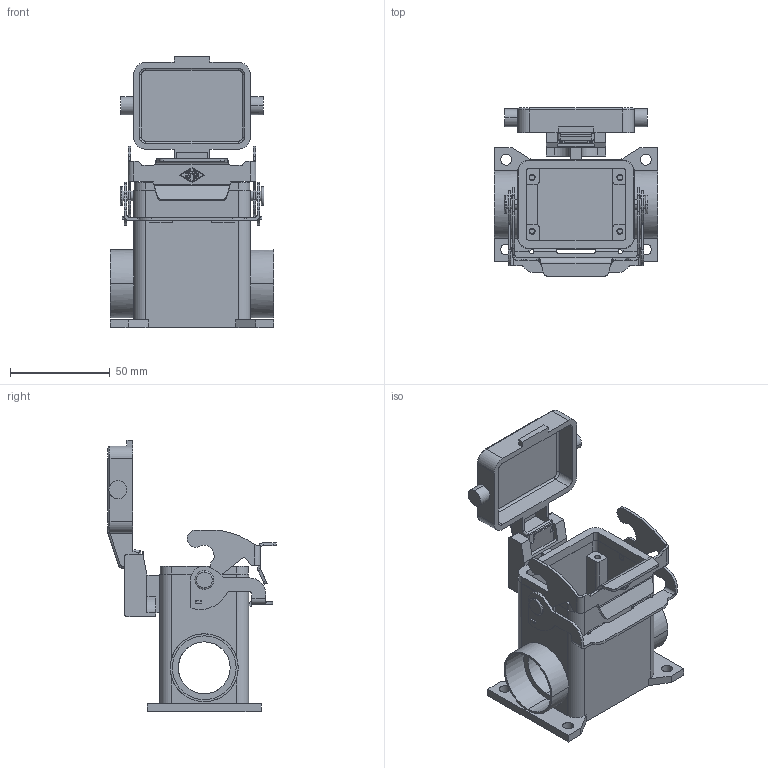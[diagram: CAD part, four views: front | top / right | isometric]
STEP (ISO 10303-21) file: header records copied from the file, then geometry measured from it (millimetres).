
FILE_DESCRIPTION(('Creo Elements/Direct Modeling STEP Export'),'2;1');
FILE_NAME('0ln7uvk4a581ecq4308','2017-04-10T16:05:51',(''),(''),'PTC Creo Elements/Direct Modeling STEP processor for AP214 (Solid Model)','PTC Creo Elements/Direct Modeling 19.0E 27-Jun-2016 (C) Parametric Technology GmbH','');
FILE_SCHEMA(('AUTOMOTIVE_DESIGN { 1 0 10303 214 1 1 1 1 }'));
Length unit declared in the file: millimetre
Products named in the file (1): M7AP_06_LS232
Bounding box: 82 x 84.23 x 136 mm (x, y, z)
Volume: 106255 mm3; surface area: 63739.6 mm2
Topology: 1 solids, 1 shells, 546 faces, 1477 edges, 963 vertices
Faces by surface type: plane 281, cylinder 225, torus 18, bspline 14, cone 6, sphere 2
Entity records: 24210 total; most frequent: CARTESIAN_POINT 6123, ORIENTED_EDGE 2938, DIRECTION 2792, EDGE_CURVE 1469, VERTEX_POINT 963, AXIS2_PLACEMENT_3D 938, VECTOR 916, LINE 916
